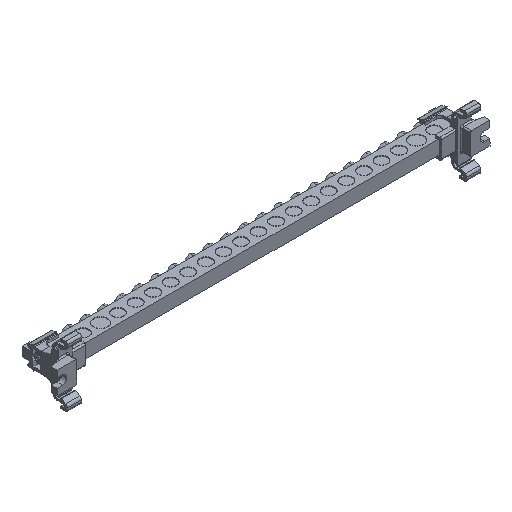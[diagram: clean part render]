
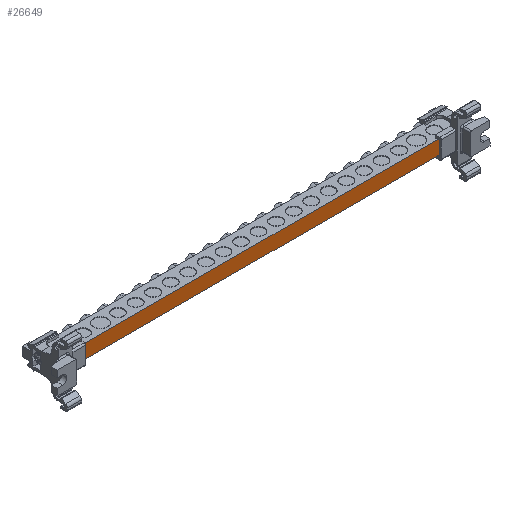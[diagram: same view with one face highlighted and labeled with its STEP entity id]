
A CAD part, isometric view. The second image highlights one B-rep face of the part: STEP entity #26649.
In plain terms, the highlighted planar face has unit normal (0, -1, 0).
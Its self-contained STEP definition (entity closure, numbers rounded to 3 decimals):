
#1196 = EDGE_CURVE ( 'NONE', #9308, #8395, #24999, .T. ) ;
#1219 = EDGE_CURVE ( 'NONE', #16328, #9308, #25037, .T. ) ;
#1224 = EDGE_CURVE ( 'NONE', #16328, #16318, #25059, .T. ) ;
#1243 = EDGE_CURVE ( 'NONE', #16318, #8395, #25038, .T. ) ;
#8395 = VERTEX_POINT ( 'NONE', #18468 ) ;
#9308 = VERTEX_POINT ( 'NONE', #18650 ) ;
#9593 = CARTESIAN_POINT ( 'NONE',  ( 219.147, 47.419, 33.078 ) ) ;
#9608 = CARTESIAN_POINT ( 'NONE',  ( -49.053, 47.419, 33.078 ) ) ;
#16318 = VERTEX_POINT ( 'NONE', #9593 ) ;
#16328 = VERTEX_POINT ( 'NONE', #9608 ) ;
#18468 = CARTESIAN_POINT ( 'NONE',  ( 219.147, 47.419, 43.078 ) ) ;
#18650 = CARTESIAN_POINT ( 'NONE',  ( -49.053, 47.419, 43.078 ) ) ;
#19709 = ORIENTED_EDGE ( 'NONE', *, *, #1243, .T. ) ;
#19803 = ORIENTED_EDGE ( 'NONE', *, *, #1219, .F. ) ;
#19810 = ORIENTED_EDGE ( 'NONE', *, *, #1224, .T. ) ;
#19823 = ORIENTED_EDGE ( 'NONE', *, *, #1196, .F. ) ;
#19853 = EDGE_LOOP ( 'NONE', ( #19709, #19823, #19803, #19810 ) ) ;
#21152 = AXIS2_PLACEMENT_3D ( 'NONE', #29070, #29080, #29083 ) ;
#21208 = VECTOR ( 'NONE', #25107, 1000. ) ;
#21211 = VECTOR ( 'NONE', #25029, 1000. ) ;
#24990 = DIRECTION ( 'NONE',  ( 1., 0., 0. ) ) ;
#24999 = LINE ( 'NONE', #25002, #29264 ) ;
#25002 = CARTESIAN_POINT ( 'NONE',  ( -56.953, 47.419, 43.078 ) ) ;
#25023 = CARTESIAN_POINT ( 'NONE',  ( -49.053, 47.419, 45.217 ) ) ;
#25029 = DIRECTION ( 'NONE',  ( 1., 0., 0. ) ) ;
#25034 = DIRECTION ( 'NONE',  ( 0., 0., 1. ) ) ;
#25037 = LINE ( 'NONE', #25023, #29343 ) ;
#25038 = LINE ( 'NONE', #25079, #21208 ) ;
#25049 = CARTESIAN_POINT ( 'NONE',  ( -56.953, 47.419, 33.078 ) ) ;
#25059 = LINE ( 'NONE', #25049, #21211 ) ;
#25079 = CARTESIAN_POINT ( 'NONE',  ( 219.147, 47.419, 45.217 ) ) ;
#25107 = DIRECTION ( 'NONE',  ( 0., 0., 1. ) ) ;
#26649 = ADVANCED_FACE ( 'NONE', ( #29078 ), #29069, .F. ) ;
#29069 = PLANE ( 'NONE',  #21152 ) ;
#29070 = CARTESIAN_POINT ( 'NONE',  ( -56.953, 47.419, 43.078 ) ) ;
#29078 = FACE_OUTER_BOUND ( 'NONE', #19853, .T. ) ;
#29080 = DIRECTION ( 'NONE',  ( 0., 1., 0. ) ) ;
#29083 = DIRECTION ( 'NONE',  ( 0., 0., 1. ) ) ;
#29264 = VECTOR ( 'NONE', #24990, 1000. ) ;
#29343 = VECTOR ( 'NONE', #25034, 1000. ) ;
